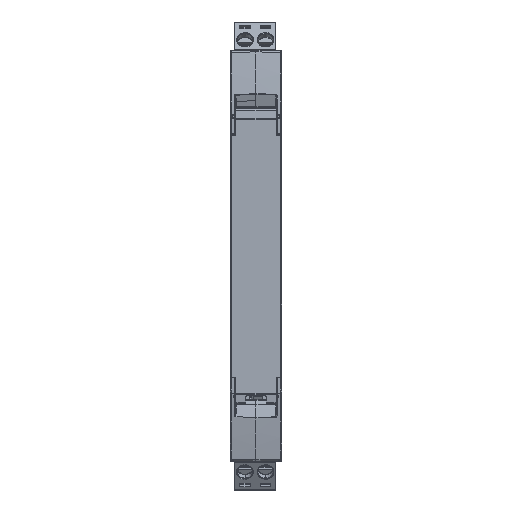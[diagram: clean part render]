
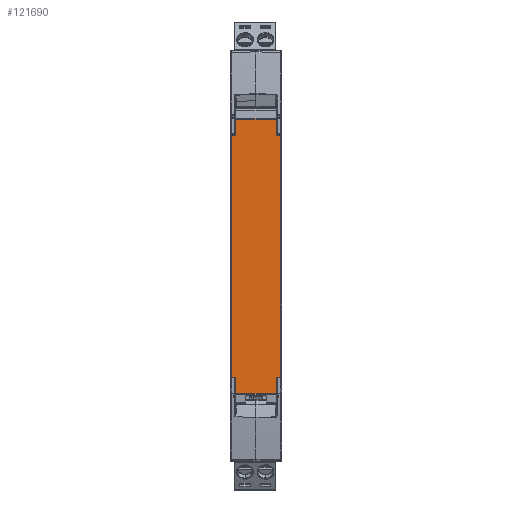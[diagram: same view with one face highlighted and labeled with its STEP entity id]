
A CAD part, top view. The second image highlights one B-rep face of the part: STEP entity #121690.
In plain terms, the highlighted planar face has unit normal (0, 0, 1).
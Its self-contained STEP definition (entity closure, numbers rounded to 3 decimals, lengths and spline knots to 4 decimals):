
#940 = EDGE_CURVE ( 'NONE', #66814, #51439, #22755, .T. ) ;
#2086 = CARTESIAN_POINT ( 'NONE',  ( -0.1917, -1.4154, 3.122 ) ) ;
#8318 = LINE ( 'NONE', #82333, #13639 ) ;
#8439 = LINE ( 'NONE', #42302, #52362 ) ;
#8918 = EDGE_CURVE ( 'NONE', #23328, #66814, #54642, .T. ) ;
#9728 = ORIENTED_EDGE ( 'NONE', *, *, #127932, .T. ) ;
#13639 = VECTOR ( 'NONE', #94078, 39.3701 ) ;
#15542 = CARTESIAN_POINT ( 'NONE',  ( 0.0016, 1.3087, 3.122 ) ) ;
#22755 = LINE ( 'NONE', #126502, #129637 ) ;
#23073 = VECTOR ( 'NONE', #27947, 39.3701 ) ;
#23328 = VERTEX_POINT ( 'NONE', #63407 ) ;
#23400 = AXIS2_PLACEMENT_3D ( 'NONE', #62863, #105042, #64222 ) ;
#24875 = EDGE_CURVE ( 'NONE', #117826, #55690, #90151, .T. ) ;
#24988 = LINE ( 'NONE', #99653, #46182 ) ;
#25380 = CARTESIAN_POINT ( 'NONE',  ( 0.0016, -1.1673, 3.122 ) ) ;
#26764 = EDGE_CURVE ( 'NONE', #51439, #129269, #78184, .T. ) ;
#27262 = LINE ( 'NONE', #15542, #23073 ) ;
#27947 = DIRECTION ( 'NONE',  ( -1., 0., 0. ) ) ;
#31112 = DIRECTION ( 'NONE',  ( 1., 0., 0. ) ) ;
#32603 = CARTESIAN_POINT ( 'NONE',  ( -0.1917, -1.3205, 3.122 ) ) ;
#33029 = DIRECTION ( 'NONE',  ( 1., 0., 0. ) ) ;
#34456 = PLANE ( 'NONE',  #23400 ) ;
#37407 = LINE ( 'NONE', #134799, #92393 ) ;
#39190 = DIRECTION ( 'NONE',  ( 0., -1., 0. ) ) ;
#42302 = CARTESIAN_POINT ( 'NONE',  ( 0.2354, -5.0901, 3.122 ) ) ;
#43931 = ORIENTED_EDGE ( 'NONE', *, *, #54596, .F. ) ;
#44747 = ORIENTED_EDGE ( 'NONE', *, *, #113977, .T. ) ;
#45193 = ORIENTED_EDGE ( 'NONE', *, *, #940, .T. ) ;
#45888 = ORIENTED_EDGE ( 'NONE', *, *, #24875, .T. ) ;
#46182 = VECTOR ( 'NONE', #86588, 39.3701 ) ;
#49218 = CARTESIAN_POINT ( 'NONE',  ( 0.1948, 1.3087, 3.122 ) ) ;
#49395 = ORIENTED_EDGE ( 'NONE', *, *, #125677, .F. ) ;
#51439 = VERTEX_POINT ( 'NONE', #104582 ) ;
#52362 = VECTOR ( 'NONE', #93512, 39.3701 ) ;
#52909 = LINE ( 'NONE', #106803, #110946 ) ;
#54596 = EDGE_CURVE ( 'NONE', #84315, #115600, #52909, .T. ) ;
#54642 = LINE ( 'NONE', #2086, #112355 ) ;
#55690 = VERTEX_POINT ( 'NONE', #62353 ) ;
#58440 = ORIENTED_EDGE ( 'NONE', *, *, #26764, .T. ) ;
#58743 = DIRECTION ( 'NONE',  ( 0., 1., 0. ) ) ;
#62353 = CARTESIAN_POINT ( 'NONE',  ( 0.1948, 1.1555, 3.122 ) ) ;
#62863 = CARTESIAN_POINT ( 'NONE',  ( 0.0016, -1.4154, 3.122 ) ) ;
#63407 = CARTESIAN_POINT ( 'NONE',  ( -0.1917, -1.1673, 3.122 ) ) ;
#64222 = DIRECTION ( 'NONE',  ( 1., 0., 0. ) ) ;
#65388 = CARTESIAN_POINT ( 'NONE',  ( -0.2323, 1.1555, 3.122 ) ) ;
#66454 = CARTESIAN_POINT ( 'NONE',  ( -0.1917, 1.1555, 3.122 ) ) ;
#66814 = VERTEX_POINT ( 'NONE', #32603 ) ;
#68540 = DIRECTION ( 'NONE',  ( 1., 0., 0. ) ) ;
#68956 = CARTESIAN_POINT ( 'NONE',  ( -0.2323, -1.4154, 3.122 ) ) ;
#75717 = DIRECTION ( 'NONE',  ( 1., 0., 0. ) ) ;
#76818 = CARTESIAN_POINT ( 'NONE',  ( -0.1917, 1.3087, 3.122 ) ) ;
#78001 = LINE ( 'NONE', #25380, #88861 ) ;
#78184 = LINE ( 'NONE', #132676, #129313 ) ;
#79459 = ORIENTED_EDGE ( 'NONE', *, *, #108170, .T. ) ;
#79945 = ORIENTED_EDGE ( 'NONE', *, *, #109228, .T. ) ;
#79948 = ORIENTED_EDGE ( 'NONE', *, *, #87176, .T. ) ;
#82333 = CARTESIAN_POINT ( 'NONE',  ( 0.1948, -1.4154, 3.122 ) ) ;
#84315 = VERTEX_POINT ( 'NONE', #65388 ) ;
#86588 = DIRECTION ( 'NONE',  ( 0., -1., 0. ) ) ;
#87176 = EDGE_CURVE ( 'NONE', #129269, #112743, #78001, .T. ) ;
#88861 = VECTOR ( 'NONE', #33029, 39.3701 ) ;
#90151 = LINE ( 'NONE', #132946, #99348 ) ;
#91075 = LINE ( 'NONE', #68956, #95447 ) ;
#91255 = VERTEX_POINT ( 'NONE', #76818 ) ;
#92393 = VECTOR ( 'NONE', #68540, 39.3701 ) ;
#93512 = DIRECTION ( 'NONE',  ( 0., -1., 0. ) ) ;
#94078 = DIRECTION ( 'NONE',  ( 0., 1., 0. ) ) ;
#95447 = VECTOR ( 'NONE', #39190, 39.3701 ) ;
#99348 = VECTOR ( 'NONE', #132259, 39.3701 ) ;
#99653 = CARTESIAN_POINT ( 'NONE',  ( -0.1917, -1.4154, 3.122 ) ) ;
#101356 = CARTESIAN_POINT ( 'NONE',  ( 0.1948, -1.1673, 3.122 ) ) ;
#103549 = VERTEX_POINT ( 'NONE', #49218 ) ;
#104582 = CARTESIAN_POINT ( 'NONE',  ( 0.1948, -1.3205, 3.122 ) ) ;
#105042 = DIRECTION ( 'NONE',  ( 0., 0., 1. ) ) ;
#105265 = EDGE_LOOP ( 'NONE', ( #49395, #45888, #9728, #119745, #79945, #43931, #44747, #79459, #114888, #45193, #58440, #79948 ) ) ;
#105688 = CARTESIAN_POINT ( 'NONE',  ( -0.2323, -1.1673, 3.122 ) ) ;
#106803 = CARTESIAN_POINT ( 'NONE',  ( -0.1933, 1.1555, 3.122 ) ) ;
#108170 = EDGE_CURVE ( 'NONE', #133122, #23328, #37407, .T. ) ;
#109228 = EDGE_CURVE ( 'NONE', #91255, #115600, #24988, .T. ) ;
#110946 = VECTOR ( 'NONE', #75717, 39.3701 ) ;
#112355 = VECTOR ( 'NONE', #118883, 39.3701 ) ;
#112743 = VERTEX_POINT ( 'NONE', #123656 ) ;
#113977 = EDGE_CURVE ( 'NONE', #84315, #133122, #91075, .T. ) ;
#114888 = ORIENTED_EDGE ( 'NONE', *, *, #8918, .T. ) ;
#115600 = VERTEX_POINT ( 'NONE', #66454 ) ;
#117826 = VERTEX_POINT ( 'NONE', #129891 ) ;
#118883 = DIRECTION ( 'NONE',  ( 0., -1., 0. ) ) ;
#119745 = ORIENTED_EDGE ( 'NONE', *, *, #132585, .T. ) ;
#121690 = ADVANCED_FACE ( 'NONE', ( #129143 ), #34456, .T. ) ;
#123656 = CARTESIAN_POINT ( 'NONE',  ( 0.2354, -1.1673, 3.122 ) ) ;
#125677 = EDGE_CURVE ( 'NONE', #117826, #112743, #8439, .T. ) ;
#126502 = CARTESIAN_POINT ( 'NONE',  ( 0.0016, -1.3205, 3.122 ) ) ;
#127932 = EDGE_CURVE ( 'NONE', #55690, #103549, #8318, .T. ) ;
#129143 = FACE_OUTER_BOUND ( 'NONE', #105265, .T. ) ;
#129269 = VERTEX_POINT ( 'NONE', #101356 ) ;
#129313 = VECTOR ( 'NONE', #58743, 39.3701 ) ;
#129637 = VECTOR ( 'NONE', #31112, 39.3701 ) ;
#129891 = CARTESIAN_POINT ( 'NONE',  ( 0.2354, 1.1555, 3.122 ) ) ;
#132259 = DIRECTION ( 'NONE',  ( -1., 0., 0. ) ) ;
#132585 = EDGE_CURVE ( 'NONE', #103549, #91255, #27262, .T. ) ;
#132676 = CARTESIAN_POINT ( 'NONE',  ( 0.1948, -1.4154, 3.122 ) ) ;
#132946 = CARTESIAN_POINT ( 'NONE',  ( 0.0016, 1.1555, 3.122 ) ) ;
#133122 = VERTEX_POINT ( 'NONE', #105688 ) ;
#134799 = CARTESIAN_POINT ( 'NONE',  ( 0.0016, -1.1673, 3.122 ) ) ;
